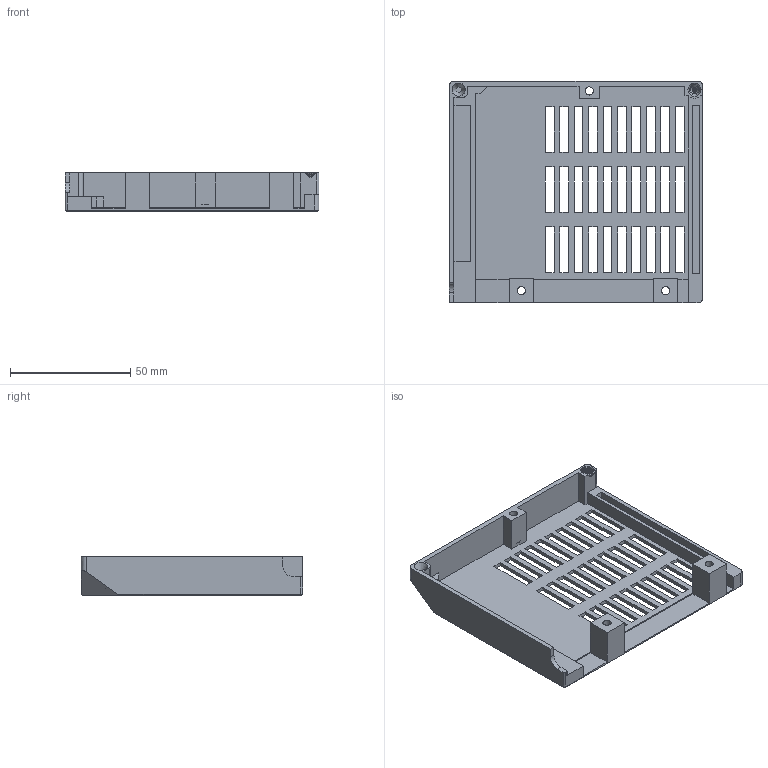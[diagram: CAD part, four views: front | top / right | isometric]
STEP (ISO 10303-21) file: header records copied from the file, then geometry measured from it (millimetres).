
FILE_DESCRIPTION(/* description */ (''),/* implementation_level */ '2;1');
FILE_NAME(/* name */ 'mcu_cover_einsy.step',/* time_stamp */ '2025-07-28T12:39:58+02:00',/* author */ (''),/* organization */ (''),/* preprocessor_version */ 'ST-DEVELOPER v20.1',/* originating_system */ 'Autodesk Translation Framework v14.10.0.0',/* authorisation */ '');
FILE_SCHEMA (('AUTOMOTIVE_DESIGN { 1 0 10303 214 3 1 1 }'));
Length unit declared in the file: millimetre
Products named in the file (1): mcu_cover_einsy
Bounding box: 105.5 x 92 x 16 mm (x, y, z)
Volume: 24001.5 mm3; surface area: 27176.7 mm2
Topology: 1 solids, 1 shells, 364 faces, 895 edges, 538 vertices
Faces by surface type: plane 343, cylinder 14, cone 7
Full cylindrical faces by diameter (mm): 3.4 x3, 6 x3
Entity records: 10501 total; most frequent: CARTESIAN_POINT 1799, ORIENTED_EDGE 1792, DIRECTION 1675, EDGE_CURVE 896, LINE 847, VECTOR 847, VERTEX_POINT 538, EDGE_LOOP 436
